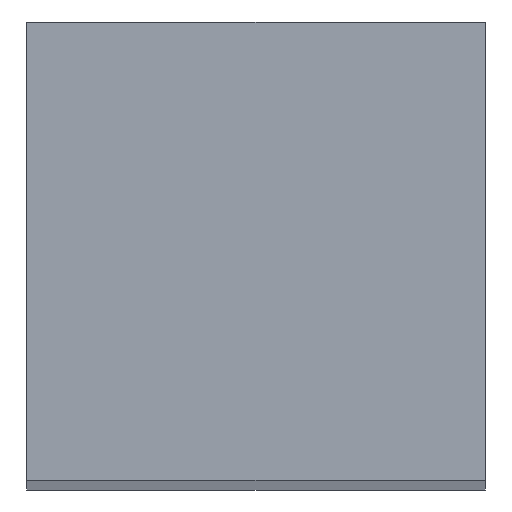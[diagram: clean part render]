
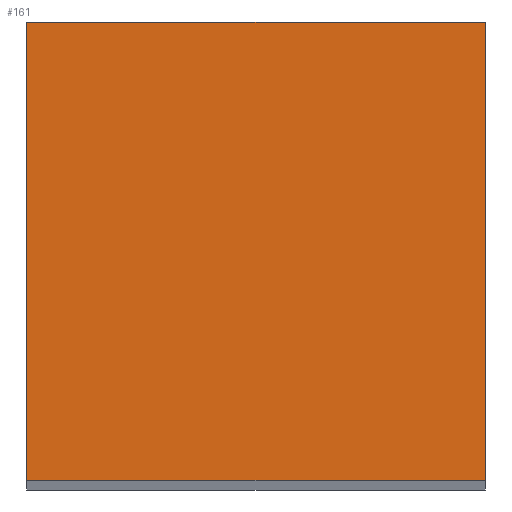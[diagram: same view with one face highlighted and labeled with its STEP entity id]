
A CAD part, top view. The second image highlights one B-rep face of the part: STEP entity #161.
In plain terms, the highlighted planar face has unit normal (0, 0, 1).
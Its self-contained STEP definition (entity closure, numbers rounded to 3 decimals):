
#46=DIRECTION('',(0.,-1.,0.));
#47=VECTOR('',#46,12.);
#48=CARTESIAN_POINT('',(-6.,6.,75.));
#49=LINE('',#48,#47);
#50=DIRECTION('',(-1.,0.,0.));
#51=VECTOR('',#50,12.);
#52=CARTESIAN_POINT('',(6.,6.,75.));
#53=LINE('',#52,#51);
#54=DIRECTION('',(0.,1.,0.));
#55=VECTOR('',#54,12.);
#56=CARTESIAN_POINT('',(6.,-6.,75.));
#57=LINE('',#56,#55);
#58=DIRECTION('',(1.,0.,0.));
#59=VECTOR('',#58,12.);
#60=CARTESIAN_POINT('',(-6.,-6.,75.));
#61=LINE('',#60,#59);
#70=CARTESIAN_POINT('',(-6.,6.,75.));
#71=CARTESIAN_POINT('',(-6.,-6.,75.));
#72=VERTEX_POINT('',#70);
#73=VERTEX_POINT('',#71);
#74=CARTESIAN_POINT('',(6.,-6.,75.));
#75=VERTEX_POINT('',#74);
#76=CARTESIAN_POINT('',(6.,6.,75.));
#77=VERTEX_POINT('',#76);
#150=CARTESIAN_POINT('',(0.,0.,75.));
#151=DIRECTION('',(0.,0.,1.));
#152=DIRECTION('',(1.,0.,0.));
#153=AXIS2_PLACEMENT_3D('',#150,#151,#152);
#154=PLANE('',#153);
#155=ORIENTED_EDGE('',*,*,#102,.F.);
#156=ORIENTED_EDGE('',*,*,#117,.F.);
#157=ORIENTED_EDGE('',*,*,#131,.F.);
#158=ORIENTED_EDGE('',*,*,#144,.F.);
#159=EDGE_LOOP('',(#155,#156,#157,#158));
#160=FACE_OUTER_BOUND('',#159,.F.);
#102=EDGE_CURVE('',#72,#73,#49,.T.);
#117=EDGE_CURVE('',#77,#72,#53,.T.);
#131=EDGE_CURVE('',#75,#77,#57,.T.);
#144=EDGE_CURVE('',#73,#75,#61,.T.);
#161=ADVANCED_FACE('',(#160),#154,.T.);
